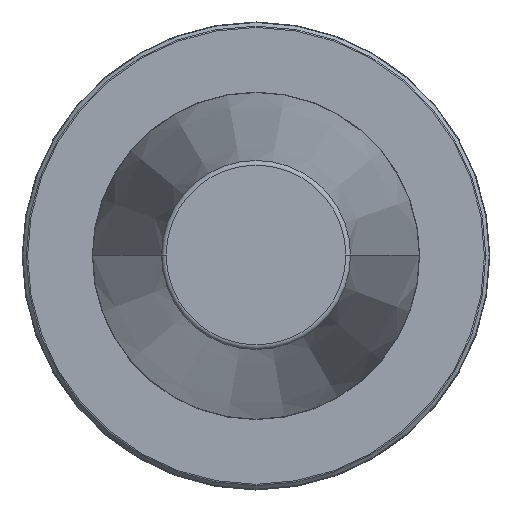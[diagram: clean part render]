
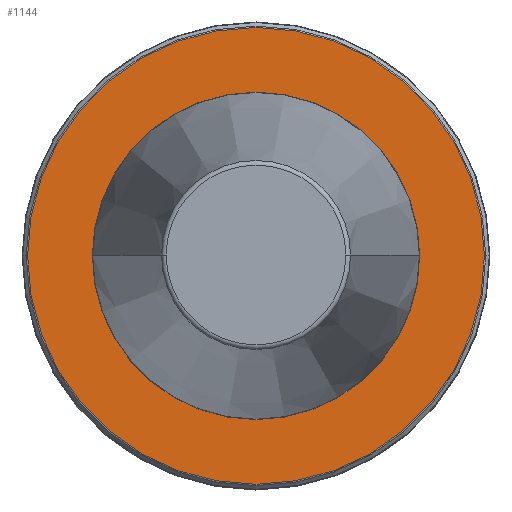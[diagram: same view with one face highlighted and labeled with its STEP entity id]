
A CAD part, top view. The second image highlights one B-rep face of the part: STEP entity #1144.
In plain terms, the highlighted planar face has unit normal (0, 0, 1).
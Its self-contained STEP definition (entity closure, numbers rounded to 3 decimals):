
#6 = DIRECTION ( 'NONE',  ( 1., 0., 0. ) ) ;
#51 = ORIENTED_EDGE ( 'NONE', *, *, #842, .T. ) ;
#89 = AXIS2_PLACEMENT_3D ( 'NONE', #633, #108, #729 ) ;
#108 = DIRECTION ( 'NONE',  ( 0., 0., 1. ) ) ;
#120 = FACE_OUTER_BOUND ( 'NONE', #182, .T. ) ;
#136 = CARTESIAN_POINT ( 'NONE',  ( 0., 0., -3. ) ) ;
#182 = EDGE_LOOP ( 'NONE', ( #399, #51 ) ) ;
#205 = AXIS2_PLACEMENT_3D ( 'NONE', #791, #243, #892 ) ;
#216 = DIRECTION ( 'NONE',  ( 1., 0., 0. ) ) ;
#243 = DIRECTION ( 'NONE',  ( 0., 0., 1. ) ) ;
#391 = CARTESIAN_POINT ( 'NONE',  ( 0., 0., -3. ) ) ;
#399 = ORIENTED_EDGE ( 'NONE', *, *, #532, .T. ) ;
#475 = VERTEX_POINT ( 'NONE', #905 ) ;
#480 = DIRECTION ( 'NONE',  ( 1., 0., 0. ) ) ;
#492 = VERTEX_POINT ( 'NONE', #895 ) ;
#508 = EDGE_CURVE ( 'NONE', #492, #1072, #516, .T. ) ;
#516 = CIRCLE ( 'NONE', #1145, 35. ) ;
#520 = DIRECTION ( 'NONE',  ( 0., 0., 1. ) ) ;
#529 = CIRCLE ( 'NONE', #884, 35. ) ;
#532 = EDGE_CURVE ( 'NONE', #475, #564, #970, .T. ) ;
#547 = PLANE ( 'NONE',  #89 ) ;
#564 = VERTEX_POINT ( 'NONE', #976 ) ;
#633 = CARTESIAN_POINT ( 'NONE',  ( 0., 0., -3. ) ) ;
#659 = EDGE_CURVE ( 'NONE', #1072, #492, #529, .T. ) ;
#660 = AXIS2_PLACEMENT_3D ( 'NONE', #136, #755, #216 ) ;
#694 = ORIENTED_EDGE ( 'NONE', *, *, #508, .F. ) ;
#722 = ORIENTED_EDGE ( 'NONE', *, *, #659, .F. ) ;
#728 = CARTESIAN_POINT ( 'NONE',  ( -35., 0., -3. ) ) ;
#729 = DIRECTION ( 'NONE',  ( 1., 0., 0. ) ) ;
#755 = DIRECTION ( 'NONE',  ( 0., 0., 1. ) ) ;
#791 = CARTESIAN_POINT ( 'NONE',  ( 0., 0., -3. ) ) ;
#842 = EDGE_CURVE ( 'NONE', #564, #475, #931, .T. ) ;
#866 = EDGE_LOOP ( 'NONE', ( #694, #722 ) ) ;
#884 = AXIS2_PLACEMENT_3D ( 'NONE', #391, #1045, #480 ) ;
#892 = DIRECTION ( 'NONE',  ( 1., 0., 0. ) ) ;
#895 = CARTESIAN_POINT ( 'NONE',  ( 35., 0., -3. ) ) ;
#905 = CARTESIAN_POINT ( 'NONE',  ( 48.834, 0., -3. ) ) ;
#931 = CIRCLE ( 'NONE', #660, 48.834 ) ;
#970 = CIRCLE ( 'NONE', #205, 48.834 ) ;
#976 = CARTESIAN_POINT ( 'NONE',  ( -48.834, 0., -3. ) ) ;
#1045 = DIRECTION ( 'NONE',  ( 0., 0., 1. ) ) ;
#1072 = VERTEX_POINT ( 'NONE', #728 ) ;
#1076 = CARTESIAN_POINT ( 'NONE',  ( 0., 0., -3. ) ) ;
#1085 = FACE_BOUND ( 'NONE', #866, .T. ) ;
#1144 = ADVANCED_FACE ( 'NONE', ( #120, #1085 ), #547, .T. ) ;
#1145 = AXIS2_PLACEMENT_3D ( 'NONE', #1076, #520, #6 ) ;
